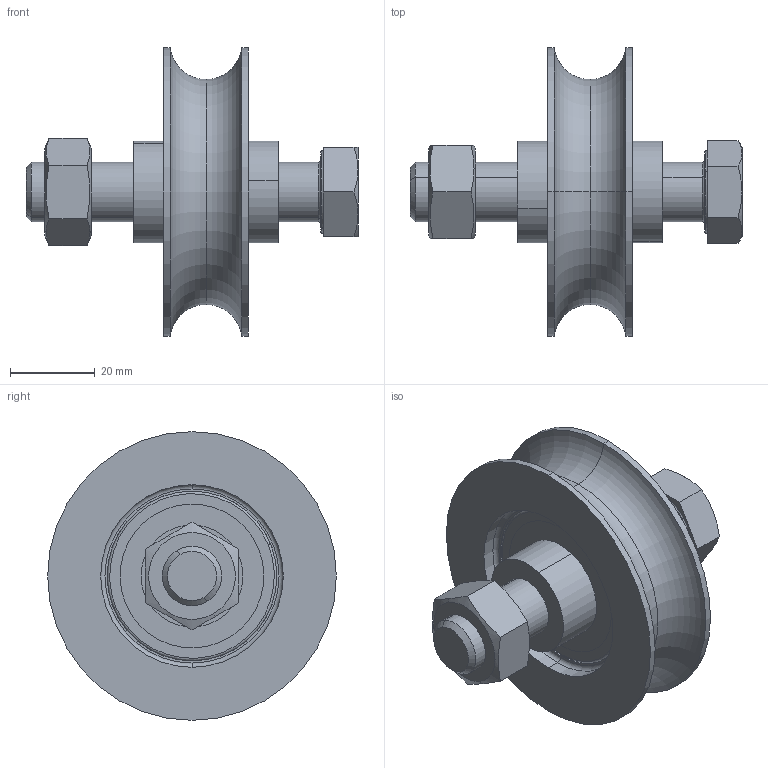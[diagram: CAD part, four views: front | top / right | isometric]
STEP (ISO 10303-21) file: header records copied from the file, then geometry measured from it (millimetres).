
FILE_DESCRIPTION (( 'STEP AP214' ), '1' );
FILE_NAME ('0032777.step', '2020-11-18T12:01:27', ( '' ), ( '' ), 'SwSTEP 2.0', 'SolidWorks 2018', '' );
FILE_SCHEMA (( 'AUTOMOTIVE_DESIGN' ));
Length unit declared in the file: millimetre
Products named in the file (1): 0032777
Bounding box: 78.2 x 68 x 68 mm (x, y, z)
Volume: 64353.3 mm3; surface area: 33674.4 mm2
Topology: 10 solids, 10 shells, 140 faces, 290 edges, 178 vertices
Faces by surface type: cylinder 54, plane 40, torus 30, cone 16
Entity records: 5565 total; most frequent: CARTESIAN_POINT 793, DIRECTION 724, ORIENTED_EDGE 580, AXIS2_PLACEMENT_3D 321, EDGE_CURVE 290, CIRCLE 180, VERTEX_POINT 178, EDGE_LOOP 166
